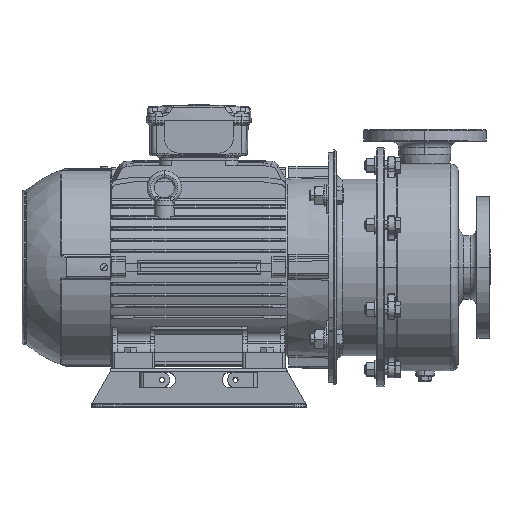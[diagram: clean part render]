
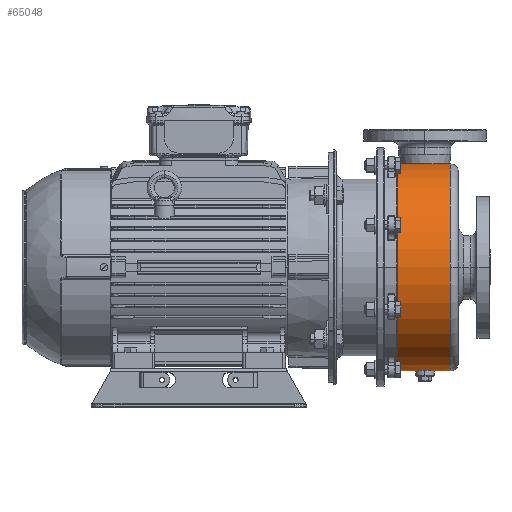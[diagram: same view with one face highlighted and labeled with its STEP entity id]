
A CAD part, top view. The second image highlights one B-rep face of the part: STEP entity #65048.
In plain terms, the highlighted cylindrical face has radius 135 mm (diameter 270 mm), a partial arc.
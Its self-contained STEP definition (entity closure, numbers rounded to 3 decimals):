
#591 = VECTOR ( 'NONE', #62335, 1000. ) ;
#1764 = VECTOR ( 'NONE', #74655, 1000. ) ;
#2080 = CARTESIAN_POINT ( 'NONE',  ( -80., -22.68, -0.784 ) ) ;
#2414 = CARTESIAN_POINT ( 'NONE',  ( -79.768, -25.639, -7.929 ) ) ;
#2768 = CARTESIAN_POINT ( 'NONE',  ( -79.466, -34.68, -12. ) ) ;
#3037 = CARTESIAN_POINT ( 'NONE',  ( 55., -70.53, 0. ) ) ;
#5209 = EDGE_CURVE ( 'NONE', #78893, #11448, #12886, .T. ) ;
#7111 = CARTESIAN_POINT ( 'NONE',  ( -79.493, -37.403, -11.694 ) ) ;
#7450 = CARTESIAN_POINT ( 'NONE',  ( -79.867, -45.074, -6.009 ) ) ;
#8198 = DIRECTION ( 'NONE',  ( 0., 1., 0. ) ) ;
#10343 = CARTESIAN_POINT ( 'NONE',  ( -79.698, -26.76, -9.023 ) ) ;
#10922 = DIRECTION ( 'NONE',  ( -1., 0., 0. ) ) ;
#11448 = VERTEX_POINT ( 'NONE', #67523 ) ;
#11686 = CYLINDRICAL_SURFACE ( 'NONE', #81109, 135. ) ;
#12886 = B_SPLINE_CURVE_WITH_KNOTS ( 'NONE', 3,
 ( #17912, #2080, #41405, #73148, #25813, #81030, #33793, #88933, #41737, #96900, #49649, #2414, #57621, #10343, #65569, #18235, #73476, #26165, #81359, #34127, #89287, #42078, #97232, #49986, #2768 ),
 .UNSPECIFIED., .F., .F.,
 ( 4, 2, 2, 1, 2, 2, 2, 2, 2, 2, 2, 2, 4 ),
 ( 0.038, 0.04, 0.041, 0.042, 0.043, 0.045, 0.047, 0.048, 0.049, 0.052, 0.053, 0.054, 0.056 ),
 .UNSPECIFIED. ) ;
#15010 = CARTESIAN_POINT ( 'NONE',  ( -79.52, -38.536, -11.37 ) ) ;
#15274 = AXIS2_PLACEMENT_3D ( 'NONE', #55491, #8198, #63443 ) ;
#15365 = CARTESIAN_POINT ( 'NONE',  ( -79.923, -45.78, -4.61 ) ) ;
#16045 = CIRCLE ( 'NONE', #15274, 135. ) ;
#17642 = CIRCLE ( 'NONE', #66598, 135. ) ;
#17912 = CARTESIAN_POINT ( 'NONE',  ( -80., -22.68, 0. ) ) ;
#18235 = CARTESIAN_POINT ( 'NONE',  ( -79.647, -27.689, -9.761 ) ) ;
#18611 = B_SPLINE_CURVE_WITH_KNOTS ( 'NONE', 3,
 ( #38489, #85703, #54388, #7111, #62350, #15010, #70242, #22951, #78170, #30836, #86031, #38852, #93977, #46750, #101943, #54746, #7450, #62672, #15365, #70575, #23286, #78497, #31204, #86369, #39160 ),
 .UNSPECIFIED., .F., .F.,
 ( 4, 2, 2, 2, 2, 2, 2, 2, 2, 1, 2, 2, 4 ),
 ( 0.056, 0.059, 0.06, 0.061, 0.063, 0.065, 0.066, 0.068, 0.069, 0.07, 0.072, 0.073, 0.075 ),
 .UNSPECIFIED. ) ;
#19429 = CARTESIAN_POINT ( 'NONE',  ( -80., 3.379, 0. ) ) ;
#21318 = ORIENTED_EDGE ( 'NONE', *, *, #62546, .T. ) ;
#22084 = CARTESIAN_POINT ( 'NONE',  ( -80., -46.68, 0. ) ) ;
#22951 = CARTESIAN_POINT ( 'NONE',  ( -79.569, -40., -10.785 ) ) ;
#23286 = CARTESIAN_POINT ( 'NONE',  ( -79.964, -46.273, -3.124 ) ) ;
#23348 = ORIENTED_EDGE ( 'NONE', *, *, #94098, .T. ) ;
#25813 = CARTESIAN_POINT ( 'NONE',  ( -79.965, -23.083, -3.11 ) ) ;
#26165 = CARTESIAN_POINT ( 'NONE',  ( -79.569, -29.356, -10.783 ) ) ;
#28919 = VERTEX_POINT ( 'NONE', #88470 ) ;
#29889 = ORIENTED_EDGE ( 'NONE', *, *, #48862, .T. ) ;
#30836 = CARTESIAN_POINT ( 'NONE',  ( -79.647, -41.667, -9.764 ) ) ;
#31204 = CARTESIAN_POINT ( 'NONE',  ( -79.993, -46.602, -1.577 ) ) ;
#33793 = CARTESIAN_POINT ( 'NONE',  ( -79.923, -23.576, -4.599 ) ) ;
#34127 = CARTESIAN_POINT ( 'NONE',  ( -79.52, -30.821, -11.369 ) ) ;
#35139 = VERTEX_POINT ( 'NONE', #22084 ) ;
#35398 = CARTESIAN_POINT ( 'NONE',  ( -80., 3.379, 0. ) ) ;
#35479 = DIRECTION ( 'NONE',  ( -1., 0., 0. ) ) ;
#36574 = VECTOR ( 'NONE', #74741, 1000. ) ;
#38489 = CARTESIAN_POINT ( 'NONE',  ( -79.466, -34.68, -12. ) ) ;
#38852 = CARTESIAN_POINT ( 'NONE',  ( -79.698, -42.595, -9.028 ) ) ;
#39160 = CARTESIAN_POINT ( 'NONE',  ( -80., -46.68, 0. ) ) ;
#40707 = CARTESIAN_POINT ( 'NONE',  ( -80., -1.39, 0. ) ) ;
#41154 = CARTESIAN_POINT ( 'NONE',  ( 190., -70.53, 0. ) ) ;
#41405 = CARTESIAN_POINT ( 'NONE',  ( -79.993, -22.756, -1.563 ) ) ;
#41737 = CARTESIAN_POINT ( 'NONE',  ( -79.867, -24.28, -6. ) ) ;
#42078 = CARTESIAN_POINT ( 'NONE',  ( -79.493, -31.956, -11.693 ) ) ;
#46750 = CARTESIAN_POINT ( 'NONE',  ( -79.768, -43.716, -7.935 ) ) ;
#48774 = ORIENTED_EDGE ( 'NONE', *, *, #5209, .F. ) ;
#48862 = EDGE_CURVE ( 'NONE', #78893, #98391, #99501, .T. ) ;
#49649 = CARTESIAN_POINT ( 'NONE',  ( -79.803, -25.142, -7.325 ) ) ;
#49986 = CARTESIAN_POINT ( 'NONE',  ( -79.466, -33.887, -12. ) ) ;
#54147 = CARTESIAN_POINT ( 'NONE',  ( 190., -1.39, 0. ) ) ;
#54388 = CARTESIAN_POINT ( 'NONE',  ( -79.473, -36.253, -11.922 ) ) ;
#54746 = CARTESIAN_POINT ( 'NONE',  ( -79.851, -44.87, -6.35 ) ) ;
#55491 = CARTESIAN_POINT ( 'NONE',  ( 55., -1.39, 0. ) ) ;
#57621 = CARTESIAN_POINT ( 'NONE',  ( -79.716, -26.469, -8.759 ) ) ;
#58238 = DIRECTION ( 'NONE',  ( 0., 1., 0. ) ) ;
#62109 = EDGE_LOOP ( 'NONE', ( #63209, #23348, #21318, #74131, #48774, #29889, #66714 ) ) ;
#62333 = LINE ( 'NONE', #19429, #1764 ) ;
#62335 = DIRECTION ( 'NONE',  ( 0., 1., 0. ) ) ;
#62339 = CARTESIAN_POINT ( 'NONE',  ( -80., -22.68, 0. ) ) ;
#62350 = CARTESIAN_POINT ( 'NONE',  ( -79.501, -37.783, -11.599 ) ) ;
#62546 = EDGE_CURVE ( 'NONE', #28919, #35139, #62333, .T. ) ;
#62672 = CARTESIAN_POINT ( 'NONE',  ( -79.896, -45.445, -5.317 ) ) ;
#62932 = VERTEX_POINT ( 'NONE', #41154 ) ;
#63209 = ORIENTED_EDGE ( 'NONE', *, *, #64147, .F. ) ;
#63443 = DIRECTION ( 'NONE',  ( -1., 0., 0. ) ) ;
#63589 = LINE ( 'NONE', #101599, #591 ) ;
#64147 = EDGE_CURVE ( 'NONE', #62932, #97391, #63589, .T. ) ;
#65048 = ADVANCED_FACE ( 'NONE', ( #77135 ), #11686, .T. ) ;
#65569 = CARTESIAN_POINT ( 'NONE',  ( -79.664, -27.371, -9.525 ) ) ;
#66598 = AXIS2_PLACEMENT_3D ( 'NONE', #3037, #58238, #10922 ) ;
#66714 = ORIENTED_EDGE ( 'NONE', *, *, #68094, .F. ) ;
#66905 = EDGE_CURVE ( 'NONE', #11448, #35139, #18611, .T. ) ;
#67523 = CARTESIAN_POINT ( 'NONE',  ( -79.466, -34.68, -12. ) ) ;
#68094 = EDGE_CURVE ( 'NONE', #97391, #98391, #16045, .T. ) ;
#70242 = CARTESIAN_POINT ( 'NONE',  ( -79.532, -38.911, -11.236 ) ) ;
#70575 = CARTESIAN_POINT ( 'NONE',  ( -79.945, -46.044, -3.875 ) ) ;
#73148 = CARTESIAN_POINT ( 'NONE',  ( -79.973, -22.987, -2.724 ) ) ;
#73476 = CARTESIAN_POINT ( 'NONE',  ( -79.598, -28.667, -10.415 ) ) ;
#74131 = ORIENTED_EDGE ( 'NONE', *, *, #66905, .F. ) ;
#74655 = DIRECTION ( 'NONE',  ( 0., 1., 0. ) ) ;
#74741 = DIRECTION ( 'NONE',  ( 0., 1., 0. ) ) ;
#77135 = FACE_OUTER_BOUND ( 'NONE', #62109, .T. ) ;
#78170 = CARTESIAN_POINT ( 'NONE',  ( -79.598, -40.689, -10.417 ) ) ;
#78497 = CARTESIAN_POINT ( 'NONE',  ( -79.973, -46.37, -2.74 ) ) ;
#78893 = VERTEX_POINT ( 'NONE', #62339 ) ;
#81030 = CARTESIAN_POINT ( 'NONE',  ( -79.945, -23.312, -3.862 ) ) ;
#81109 = AXIS2_PLACEMENT_3D ( 'NONE', #90660, #98595, #35479 ) ;
#81359 = CARTESIAN_POINT ( 'NONE',  ( -79.532, -30.446, -11.235 ) ) ;
#85703 = CARTESIAN_POINT ( 'NONE',  ( -79.466, -35.472, -12. ) ) ;
#86031 = CARTESIAN_POINT ( 'NONE',  ( -79.663, -41.984, -9.529 ) ) ;
#86369 = CARTESIAN_POINT ( 'NONE',  ( -80., -46.68, -0.793 ) ) ;
#88470 = CARTESIAN_POINT ( 'NONE',  ( -80., -70.53, 0. ) ) ;
#88933 = CARTESIAN_POINT ( 'NONE',  ( -79.896, -23.91, -5.307 ) ) ;
#89287 = CARTESIAN_POINT ( 'NONE',  ( -79.501, -31.576, -11.598 ) ) ;
#90660 = CARTESIAN_POINT ( 'NONE',  ( 55., 3.379, 0. ) ) ;
#93977 = CARTESIAN_POINT ( 'NONE',  ( -79.715, -42.886, -8.764 ) ) ;
#94098 = EDGE_CURVE ( 'NONE', #62932, #28919, #17642, .T. ) ;
#96900 = CARTESIAN_POINT ( 'NONE',  ( -79.851, -24.484, -6.34 ) ) ;
#97232 = CARTESIAN_POINT ( 'NONE',  ( -79.473, -33.107, -11.922 ) ) ;
#97391 = VERTEX_POINT ( 'NONE', #54147 ) ;
#98391 = VERTEX_POINT ( 'NONE', #40707 ) ;
#98595 = DIRECTION ( 'NONE',  ( 0., 1., 0. ) ) ;
#99501 = LINE ( 'NONE', #35398, #36574 ) ;
#101599 = CARTESIAN_POINT ( 'NONE',  ( 190., 3.379, 0. ) ) ;
#101943 = CARTESIAN_POINT ( 'NONE',  ( -79.802, -44.212, -7.332 ) ) ;
